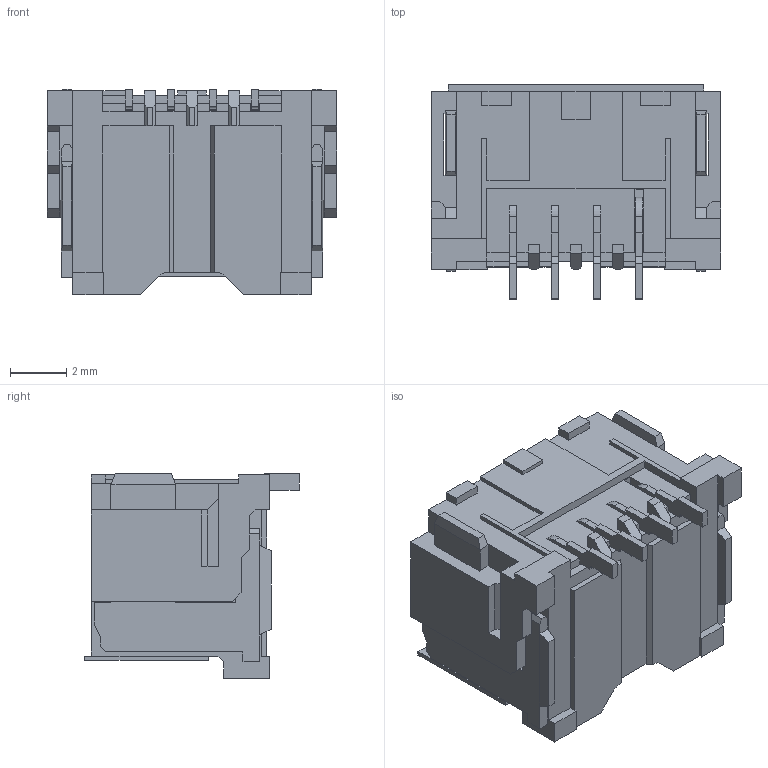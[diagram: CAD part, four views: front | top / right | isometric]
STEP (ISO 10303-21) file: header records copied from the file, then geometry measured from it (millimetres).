
FILE_DESCRIPTION((''),'2;1');
FILE_NAME('5025840460','2019-07-04T',('gga'),(''),'PRO/ENGINEER BY PARAMETRIC TECHNOLOGY CORPORATION, 2016010','PRO/ENGINEER BY PARAMETRIC TECHNOLOGY CORPORATION, 2016010','');
FILE_SCHEMA(('CONFIG_CONTROL_DESIGN'));
Length unit declared in the file: millimetre
Products named in the file (1): 5025840460
Bounding box: 10.3 x 7.63 x 7.3 mm (x, y, z)
Volume: 225.6 mm3; surface area: 715.9 mm2
Topology: 1 solids, 1 shells, 449 faces, 1341 edges, 882 vertices
Faces by surface type: plane 415, cylinder 34
Entity records: 14816 total; most frequent: CARTESIAN_POINT 2693, ORIENTED_EDGE 2634, DIRECTION 2289, EDGE_CURVE 1317, VECTOR 1269, LINE 1269, VERTEX_POINT 858, AXIS2_PLACEMENT_3D 510
